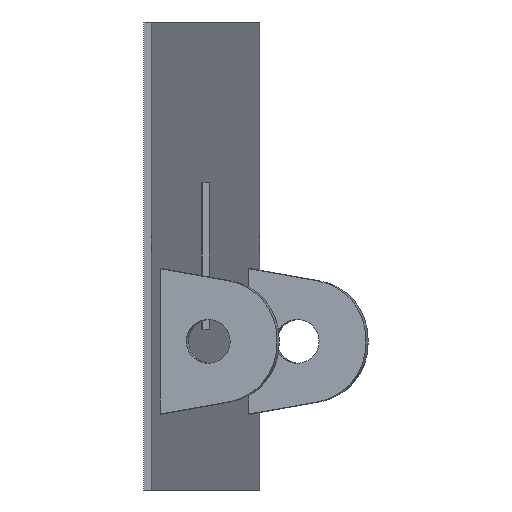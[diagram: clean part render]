
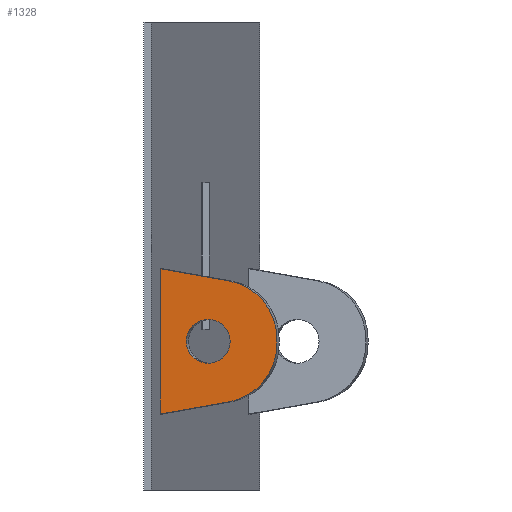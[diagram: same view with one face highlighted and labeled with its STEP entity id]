
A CAD part, left-side view. The second image highlights one B-rep face of the part: STEP entity #1328.
In plain terms, the highlighted planar face has unit normal (-0.999, 0.052, 0).
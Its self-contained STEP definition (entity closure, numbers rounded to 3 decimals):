
#32 = PLANE('',#33);
#33 = AXIS2_PLACEMENT_3D('',#34,#35,#36);
#34 = CARTESIAN_POINT('',(-1930.414,-338.316,
    -154.562));
#35 = DIRECTION('',(-0.052,-0.999,0.));
#36 = DIRECTION('',(0.999,-0.052,0.));
#371 = VERTEX_POINT('',#372);
#372 = CARTESIAN_POINT('',(-2274.12,-320.435,
    -216.231));
#386 = PLANE('',#387);
#387 = AXIS2_PLACEMENT_3D('',#388,#389,#390);
#388 = CARTESIAN_POINT('',(-2255.274,-324.858,
    -216.838));
#389 = DIRECTION('',(0.009,0.173,-0.985));
#390 = DIRECTION('',(0.,0.985,0.173));
#427 = VERTEX_POINT('',#428);
#428 = CARTESIAN_POINT('',(-2274.12,-320.435,
    -279.312));
#442 = PLANE('',#443);
#443 = AXIS2_PLACEMENT_3D('',#444,#445,#446);
#444 = CARTESIAN_POINT('',(-2255.602,-331.157,
    -277.594));
#445 = DIRECTION('',(0.009,0.173,0.985));
#446 = DIRECTION('',(0.,-0.985,0.173)
  );
#454 = EDGE_CURVE('',#371,#427,#455,.T.);
#455 = SURFACE_CURVE('',#456,(#460,#467),.PCURVE_S1.);
#456 = LINE('',#457,#458);
#457 = CARTESIAN_POINT('',(-2274.12,-320.435,
    -204.242));
#458 = VECTOR('',#459,1.);
#459 = DIRECTION('',(0.,0.,-1.));
#460 = PCURVE('',#32,#461);
#461 = DEFINITIONAL_REPRESENTATION('',(#462),#466);
#462 = LINE('',#463,#464);
#463 = CARTESIAN_POINT('',(-344.171,-49.681));
#464 = VECTOR('',#465,1.);
#465 = DIRECTION('',(0.,-1.));
#466 = ( GEOMETRIC_REPRESENTATION_CONTEXT(2) 
PARAMETRIC_REPRESENTATION_CONTEXT() REPRESENTATION_CONTEXT('2D SPACE',''
  ) );
#467 = PCURVE('',#468,#473);
#468 = PLANE('',#469);
#469 = AXIS2_PLACEMENT_3D('',#470,#471,#472);
#470 = CARTESIAN_POINT('',(-2275.439,-345.8,
    -247.772));
#471 = DIRECTION('',(0.999,-0.052,
    0.));
#472 = DIRECTION('',(0.052,0.999,
    0.));
#473 = DEFINITIONAL_REPRESENTATION('',(#474),#478);
#474 = LINE('',#475,#476);
#475 = CARTESIAN_POINT('',(25.4,43.529));
#476 = VECTOR('',#477,1.);
#477 = DIRECTION('',(0.,-1.));
#478 = ( GEOMETRIC_REPRESENTATION_CONTEXT(2) 
PARAMETRIC_REPRESENTATION_CONTEXT() REPRESENTATION_CONTEXT('2D SPACE',''
  ) );
#893 = EDGE_CURVE('',#894,#896,#898,.T.);
#894 = VERTEX_POINT('',#895);
#895 = CARTESIAN_POINT('',(-2276.759,-371.166,
    -246.502));
#896 = VERTEX_POINT('',#897);
#897 = CARTESIAN_POINT('',(-2276.759,-371.166,
    -249.042));
#898 = SURFACE_CURVE('',#899,(#903,#915),.PCURVE_S1.);
#899 = LINE('',#900,#901);
#900 = CARTESIAN_POINT('',(-2276.759,-371.166,
    -211.245));
#901 = VECTOR('',#902,1.);
#902 = DIRECTION('',(0.,0.,-1.));
#903 = PCURVE('',#904,#909);
#904 = PLANE('',#905);
#905 = AXIS2_PLACEMENT_3D('',#906,#907,#908);
#906 = CARTESIAN_POINT('',(-2257.735,-372.156,
    -211.245));
#907 = DIRECTION('',(0.052,0.999,
    0.));
#908 = DIRECTION('',(-0.999,0.052,
    0.));
#909 = DEFINITIONAL_REPRESENTATION('',(#910),#914);
#910 = LINE('',#911,#912);
#911 = CARTESIAN_POINT('',(19.05,0.));
#912 = VECTOR('',#913,1.);
#913 = DIRECTION('',(0.,-1.));
#914 = ( GEOMETRIC_REPRESENTATION_CONTEXT(2) 
PARAMETRIC_REPRESENTATION_CONTEXT() REPRESENTATION_CONTEXT('2D SPACE',''
  ) );
#915 = PCURVE('',#468,#916);
#916 = DEFINITIONAL_REPRESENTATION('',(#917),#921);
#917 = LINE('',#918,#919);
#918 = CARTESIAN_POINT('',(-25.4,36.527));
#919 = VECTOR('',#920,1.);
#920 = DIRECTION('',(0.,-1.));
#921 = ( GEOMETRIC_REPRESENTATION_CONTEXT(2) 
PARAMETRIC_REPRESENTATION_CONTEXT() REPRESENTATION_CONTEXT('2D SPACE',''
  ) );
#939 = CYLINDRICAL_SURFACE('',#940,25.4);
#940 = AXIS2_PLACEMENT_3D('',#941,#942,#943);
#941 = CARTESIAN_POINT('',(-2256.415,-346.79,
    -249.042));
#942 = DIRECTION('',(-0.999,0.052,
    0.));
#943 = DIRECTION('',(-0.052,-0.999,
    0.));
#988 = CYLINDRICAL_SURFACE('',#989,25.4);
#989 = AXIS2_PLACEMENT_3D('',#990,#991,#992);
#990 = CARTESIAN_POINT('',(-2256.415,-346.79,
    -246.502));
#991 = DIRECTION('',(-0.999,0.052,
    0.));
#992 = DIRECTION('',(-0.052,-0.999,
    0.));
#1003 = EDGE_CURVE('',#896,#1004,#1006,.T.);
#1004 = VERTEX_POINT('',#1005);
#1005 = CARTESIAN_POINT('',(-2275.669,-350.205,
    -274.056));
#1006 = SURFACE_CURVE('',#1007,(#1012,#1019),.PCURVE_S1.);
#1007 = CIRCLE('',#1008,25.4);
#1008 = AXIS2_PLACEMENT_3D('',#1009,#1010,#1011);
#1009 = CARTESIAN_POINT('',(-2275.439,-345.8,
    -249.042));
#1010 = DIRECTION('',(0.999,-0.052,
    0.));
#1011 = DIRECTION('',(-0.052,-0.999,
    0.));
#1012 = PCURVE('',#939,#1013);
#1013 = DEFINITIONAL_REPRESENTATION('',(#1014),#1018);
#1014 = LINE('',#1015,#1016);
#1015 = CARTESIAN_POINT('',(6.283,19.05));
#1016 = VECTOR('',#1017,1.);
#1017 = DIRECTION('',(-1.,0.));
#1018 = ( GEOMETRIC_REPRESENTATION_CONTEXT(2) 
PARAMETRIC_REPRESENTATION_CONTEXT() REPRESENTATION_CONTEXT('2D SPACE',''
  ) );
#1019 = PCURVE('',#468,#1020);
#1020 = DEFINITIONAL_REPRESENTATION('',(#1021),#1025);
#1021 = CIRCLE('',#1022,25.4);
#1022 = AXIS2_PLACEMENT_2D('',#1023,#1024);
#1023 = CARTESIAN_POINT('',(0.,-1.27));
#1024 = DIRECTION('',(-1.,0.));
#1025 = ( GEOMETRIC_REPRESENTATION_CONTEXT(2) 
PARAMETRIC_REPRESENTATION_CONTEXT() REPRESENTATION_CONTEXT('2D SPACE',''
  ) );
#1076 = EDGE_CURVE('',#1004,#427,#1077,.T.);
#1077 = SURFACE_CURVE('',#1078,(#1082,#1089),.PCURVE_S1.);
#1078 = LINE('',#1079,#1080);
#1079 = CARTESIAN_POINT('',(-2274.626,-330.167,
    -277.594));
#1080 = VECTOR('',#1081,1.);
#1081 = DIRECTION('',(0.051,0.983,-0.174)
  );
#1082 = PCURVE('',#442,#1083);
#1083 = DEFINITIONAL_REPRESENTATION('',(#1084),#1088);
#1084 = LINE('',#1085,#1086);
#1085 = CARTESIAN_POINT('',(-0.975,-19.025));
#1086 = VECTOR('',#1087,1.);
#1087 = DIRECTION('',(-0.999,0.051));
#1088 = ( GEOMETRIC_REPRESENTATION_CONTEXT(2) 
PARAMETRIC_REPRESENTATION_CONTEXT() REPRESENTATION_CONTEXT('2D SPACE',''
  ) );
#1089 = PCURVE('',#468,#1090);
#1090 = DEFINITIONAL_REPRESENTATION('',(#1091),#1095);
#1091 = LINE('',#1092,#1093);
#1092 = CARTESIAN_POINT('',(15.655,-29.822));
#1093 = VECTOR('',#1094,1.);
#1094 = DIRECTION('',(0.985,-0.174));
#1095 = ( GEOMETRIC_REPRESENTATION_CONTEXT(2) 
PARAMETRIC_REPRESENTATION_CONTEXT() REPRESENTATION_CONTEXT('2D SPACE',''
  ) );
#1123 = EDGE_CURVE('',#371,#1124,#1126,.T.);
#1124 = VERTEX_POINT('',#1125);
#1125 = CARTESIAN_POINT('',(-2275.669,-350.205,
    -221.488));
#1126 = SURFACE_CURVE('',#1127,(#1131,#1138),.PCURVE_S1.);
#1127 = LINE('',#1128,#1129);
#1128 = CARTESIAN_POINT('',(-2274.298,-323.868,
    -216.838));
#1129 = VECTOR('',#1130,1.);
#1130 = DIRECTION('',(-0.051,-0.983,
    -0.174));
#1131 = PCURVE('',#386,#1132);
#1132 = DEFINITIONAL_REPRESENTATION('',(#1133),#1137);
#1133 = LINE('',#1134,#1135);
#1134 = CARTESIAN_POINT('',(0.975,-19.025));
#1135 = VECTOR('',#1136,1.);
#1136 = DIRECTION('',(-0.999,-0.051));
#1137 = ( GEOMETRIC_REPRESENTATION_CONTEXT(2) 
PARAMETRIC_REPRESENTATION_CONTEXT() REPRESENTATION_CONTEXT('2D SPACE',''
  ) );
#1138 = PCURVE('',#468,#1139);
#1139 = DEFINITIONAL_REPRESENTATION('',(#1140),#1144);
#1140 = LINE('',#1141,#1142);
#1141 = CARTESIAN_POINT('',(21.962,30.934));
#1142 = VECTOR('',#1143,1.);
#1143 = DIRECTION('',(-0.985,-0.174));
#1144 = ( GEOMETRIC_REPRESENTATION_CONTEXT(2) 
PARAMETRIC_REPRESENTATION_CONTEXT() REPRESENTATION_CONTEXT('2D SPACE',''
  ) );
#1204 = CYLINDRICAL_SURFACE('',#1205,9.525);
#1205 = AXIS2_PLACEMENT_3D('',#1206,#1207,#1208);
#1206 = CARTESIAN_POINT('',(-2256.184,-342.351,
    -247.772));
#1207 = DIRECTION('',(-0.999,0.052,
    0.));
#1208 = DIRECTION('',(-0.052,-0.999,
    0.));
#1224 = VERTEX_POINT('',#1225);
#1225 = CARTESIAN_POINT('',(-2274.714,-331.849,
    -247.772));
#1245 = EDGE_CURVE('',#1224,#1224,#1246,.T.);
#1246 = SURFACE_CURVE('',#1247,(#1252,#1259),.PCURVE_S1.);
#1247 = CIRCLE('',#1248,9.525);
#1248 = AXIS2_PLACEMENT_3D('',#1249,#1250,#1251);
#1249 = CARTESIAN_POINT('',(-2275.208,-341.361,
    -247.772));
#1250 = DIRECTION('',(0.999,-0.052,
    0.));
#1251 = DIRECTION('',(0.052,0.999,
    0.));
#1252 = PCURVE('',#1204,#1253);
#1253 = DEFINITIONAL_REPRESENTATION('',(#1254),#1258);
#1254 = LINE('',#1255,#1256);
#1255 = CARTESIAN_POINT('',(9.425,19.05));
#1256 = VECTOR('',#1257,1.);
#1257 = DIRECTION('',(-1.,0.));
#1258 = ( GEOMETRIC_REPRESENTATION_CONTEXT(2) 
PARAMETRIC_REPRESENTATION_CONTEXT() REPRESENTATION_CONTEXT('2D SPACE',''
  ) );
#1259 = PCURVE('',#468,#1260);
#1260 = DEFINITIONAL_REPRESENTATION('',(#1261),#1265);
#1261 = CIRCLE('',#1262,9.525);
#1262 = AXIS2_PLACEMENT_2D('',#1263,#1264);
#1263 = CARTESIAN_POINT('',(4.445,0.));
#1264 = DIRECTION('',(1.,0.));
#1265 = ( GEOMETRIC_REPRESENTATION_CONTEXT(2) 
PARAMETRIC_REPRESENTATION_CONTEXT() REPRESENTATION_CONTEXT('2D SPACE',''
  ) );
#1271 = EDGE_CURVE('',#1124,#894,#1272,.T.);
#1272 = SURFACE_CURVE('',#1273,(#1278,#1285),.PCURVE_S1.);
#1273 = CIRCLE('',#1274,25.4);
#1274 = AXIS2_PLACEMENT_3D('',#1275,#1276,#1277);
#1275 = CARTESIAN_POINT('',(-2275.439,-345.8,
    -246.502));
#1276 = DIRECTION('',(0.999,-0.052,
    0.));
#1277 = DIRECTION('',(-0.009,-0.173,0.985)
  );
#1278 = PCURVE('',#988,#1279);
#1279 = DEFINITIONAL_REPRESENTATION('',(#1280),#1284);
#1280 = LINE('',#1281,#1282);
#1281 = CARTESIAN_POINT('',(1.396,19.05));
#1282 = VECTOR('',#1283,1.);
#1283 = DIRECTION('',(-1.,0.));
#1284 = ( GEOMETRIC_REPRESENTATION_CONTEXT(2) 
PARAMETRIC_REPRESENTATION_CONTEXT() REPRESENTATION_CONTEXT('2D SPACE',''
  ) );
#1285 = PCURVE('',#468,#1286);
#1286 = DEFINITIONAL_REPRESENTATION('',(#1287),#1291);
#1287 = CIRCLE('',#1288,25.4);
#1288 = AXIS2_PLACEMENT_2D('',#1289,#1290);
#1289 = CARTESIAN_POINT('',(0.,1.27));
#1290 = DIRECTION('',(-0.174,0.985));
#1291 = ( GEOMETRIC_REPRESENTATION_CONTEXT(2) 
PARAMETRIC_REPRESENTATION_CONTEXT() REPRESENTATION_CONTEXT('2D SPACE',''
  ) );
#1328 = ADVANCED_FACE('',(#1329,#1332),#468,.F.);
#1329 = FACE_BOUND('',#1330,.T.);
#1330 = EDGE_LOOP('',(#1331));
#1331 = ORIENTED_EDGE('',*,*,#1245,.T.);
#1332 = FACE_BOUND('',#1333,.T.);
#1333 = EDGE_LOOP('',(#1334,#1335,#1336,#1337,#1338,#1339));
#1334 = ORIENTED_EDGE('',*,*,#893,.F.);
#1335 = ORIENTED_EDGE('',*,*,#1271,.F.);
#1336 = ORIENTED_EDGE('',*,*,#1123,.F.);
#1337 = ORIENTED_EDGE('',*,*,#454,.T.);
#1338 = ORIENTED_EDGE('',*,*,#1076,.F.);
#1339 = ORIENTED_EDGE('',*,*,#1003,.F.);
